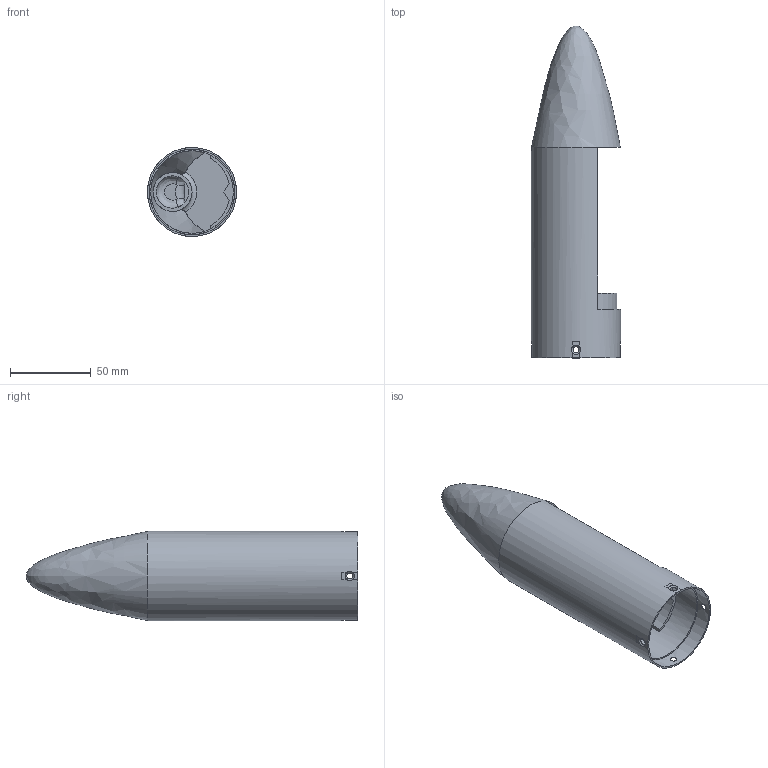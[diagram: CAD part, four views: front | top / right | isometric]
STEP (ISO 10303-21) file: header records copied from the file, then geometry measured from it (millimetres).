
FILE_DESCRIPTION(/* description */ (''),/* implementation_level */ '2;1');
FILE_NAME(/* name */ 'NoseConeParachute2 Body.stp',/* time_stamp */ '2024-02-25T21:35:35-08:00',/* author */ ('liu63'),/* organization */ (''),/* preprocessor_version */ 'ST-DEVELOPER v19.2',/* originating_system */ 'Autodesk Inventor 2024',/* authorisation */ '');
FILE_SCHEMA (('AUTOMOTIVE_DESIGN { 1 0 10303 214 3 1 1 }'));
Length unit declared in the file: millimetre
Products named in the file (1): Rocket Nose Cone
Bounding box: 55 x 205 x 54.99 mm (x, y, z)
Volume: 68480.7 mm3; surface area: 70504.2 mm2
Topology: 1 solids, 1 shells, 71 faces, 213 edges, 139 vertices
Faces by surface type: plane 40, cylinder 15, bspline 8, cone 4, torus 4
Full cylindrical faces by diameter (mm): 20 x1, 24 x1, 51 x1, 53 x1, 55 x1
Entity records: 3014 total; most frequent: CARTESIAN_POINT 1085, ORIENTED_EDGE 422, DIRECTION 372, EDGE_CURVE 211, VERTEX_POINT 139, AXIS2_PLACEMENT_3D 138, LINE 96, VECTOR 96
